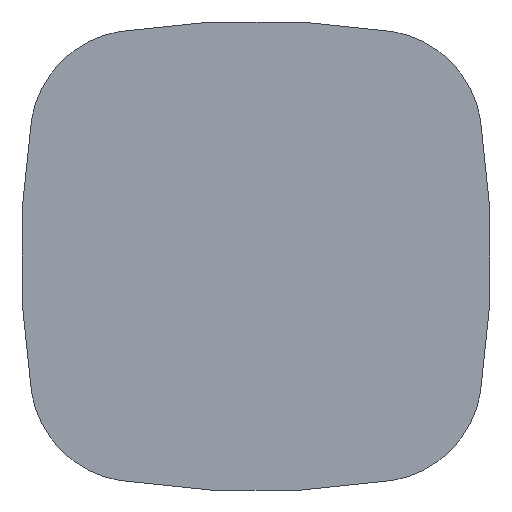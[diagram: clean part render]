
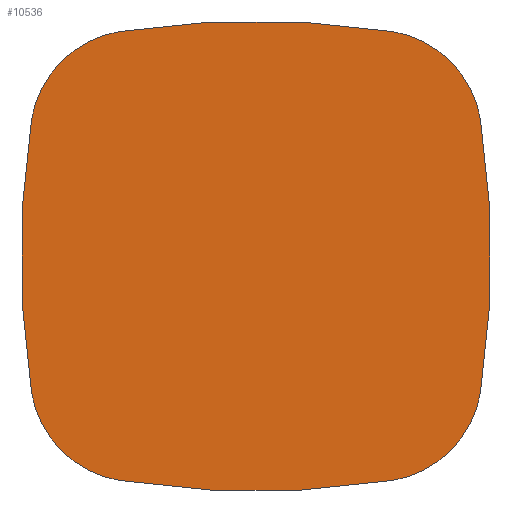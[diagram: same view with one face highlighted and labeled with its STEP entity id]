
A CAD part, front view. The second image highlights one B-rep face of the part: STEP entity #10536.
In plain terms, the highlighted planar face has unit normal (0, -1, 0).
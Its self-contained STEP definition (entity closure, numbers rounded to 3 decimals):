
#457 = AXIS2_PLACEMENT_3D ( 'NONE', #1694, #770, #2723 ) ;
#507 = ORIENTED_EDGE ( 'NONE', *, *, #8426, .F. ) ;
#770 = DIRECTION ( 'NONE',  ( 0., 1., 0. ) ) ;
#783 = CIRCLE ( 'NONE', #10970, 139. ) ;
#1036 = CARTESIAN_POINT ( 'NONE',  ( 199.016, 0., -19.016 ) ) ;
#1048 = CARTESIAN_POINT ( 'NONE',  ( 201.665, 0., 35.801 ) ) ;
#1132 = DIRECTION ( 'NONE',  ( 1., 0., 0. ) ) ;
#1218 = CIRCLE ( 'NONE', #6438, 139. ) ;
#1694 = CARTESIAN_POINT ( 'NONE',  ( 199.016, 0., 19.016 ) ) ;
#1740 = ORIENTED_EDGE ( 'NONE', *, *, #5469, .F. ) ;
#1976 = CARTESIAN_POINT ( 'NONE',  ( 180., 0., 101.5 ) ) ;
#2201 = CARTESIAN_POINT ( 'NONE',  ( 215.801, 0., -21.665 ) ) ;
#2723 = DIRECTION ( 'NONE',  ( 1., 0., 0. ) ) ;
#2888 = VERTEX_POINT ( 'NONE', #1048 ) ;
#3320 = FACE_OUTER_BOUND ( 'NONE', #6417, .T. ) ;
#3332 = DIRECTION ( 'NONE',  ( 0., 1., 0. ) ) ;
#3345 = VERTEX_POINT ( 'NONE', #5607 ) ;
#3430 = AXIS2_PLACEMENT_3D ( 'NONE', #1976, #11562, #4865 ) ;
#3832 = EDGE_CURVE ( 'NONE', #8678, #5730, #10990, .T. ) ;
#4208 = CARTESIAN_POINT ( 'NONE',  ( 158.335, 0., -35.801 ) ) ;
#4233 = CIRCLE ( 'NONE', #457, 16.993 ) ;
#4522 = AXIS2_PLACEMENT_3D ( 'NONE', #9174, #10136, #5337 ) ;
#4545 = ORIENTED_EDGE ( 'NONE', *, *, #8720, .F. ) ;
#4580 = DIRECTION ( 'NONE',  ( 0., 1., 0. ) ) ;
#4865 = DIRECTION ( 'NONE',  ( 1., 0., 0. ) ) ;
#4899 = ORIENTED_EDGE ( 'NONE', *, *, #5487, .F. ) ;
#5018 = CARTESIAN_POINT ( 'NONE',  ( 201.665, 0., -35.801 ) ) ;
#5023 = DIRECTION ( 'NONE',  ( 1., 0., 0. ) ) ;
#5042 = ORIENTED_EDGE ( 'NONE', *, *, #9131, .F. ) ;
#5200 = AXIS2_PLACEMENT_3D ( 'NONE', #12212, #4580, #8413 ) ;
#5337 = DIRECTION ( 'NONE',  ( 1., 0., 0. ) ) ;
#5469 = EDGE_CURVE ( 'NONE', #10251, #6265, #7813, .T. ) ;
#5487 = EDGE_CURVE ( 'NONE', #8250, #8678, #12159, .T. ) ;
#5607 = CARTESIAN_POINT ( 'NONE',  ( 158.335, 0., 35.801 ) ) ;
#5730 = VERTEX_POINT ( 'NONE', #4208 ) ;
#6154 = DIRECTION ( 'NONE',  ( 0., 1., 0. ) ) ;
#6183 = CARTESIAN_POINT ( 'NONE',  ( 180., 0., -101.5 ) ) ;
#6265 = VERTEX_POINT ( 'NONE', #8253 ) ;
#6417 = EDGE_LOOP ( 'NONE', ( #1740, #8367, #8609, #4899, #4545, #10637, #5042, #507 ) ) ;
#6438 = AXIS2_PLACEMENT_3D ( 'NONE', #9077, #6154, #7970 ) ;
#6911 = CARTESIAN_POINT ( 'NONE',  ( 180., 0., 0. ) ) ;
#7026 = CARTESIAN_POINT ( 'NONE',  ( 160.984, 0., -19.016 ) ) ;
#7136 = AXIS2_PLACEMENT_3D ( 'NONE', #1036, #11577, #8669 ) ;
#7399 = DIRECTION ( 'NONE',  ( 1., 0., 0. ) ) ;
#7813 = CIRCLE ( 'NONE', #5200, 139. ) ;
#7958 = DIRECTION ( 'NONE',  ( 0., 1., 0. ) ) ;
#7970 = DIRECTION ( 'NONE',  ( 1., 0., 0. ) ) ;
#7993 = AXIS2_PLACEMENT_3D ( 'NONE', #7026, #7958, #1132 ) ;
#8250 = VERTEX_POINT ( 'NONE', #2201 ) ;
#8253 = CARTESIAN_POINT ( 'NONE',  ( 144.199, 0., 21.665 ) ) ;
#8367 = ORIENTED_EDGE ( 'NONE', *, *, #9017, .F. ) ;
#8396 = AXIS2_PLACEMENT_3D ( 'NONE', #6911, #8867, #5023 ) ;
#8413 = DIRECTION ( 'NONE',  ( 1., 0., 0. ) ) ;
#8414 = CARTESIAN_POINT ( 'NONE',  ( 144.199, 0., -21.665 ) ) ;
#8426 = EDGE_CURVE ( 'NONE', #6265, #3345, #10215, .T. ) ;
#8471 = CARTESIAN_POINT ( 'NONE',  ( 215.801, 0., 21.665 ) ) ;
#8609 = ORIENTED_EDGE ( 'NONE', *, *, #3832, .F. ) ;
#8669 = DIRECTION ( 'NONE',  ( 1., 0., 0. ) ) ;
#8678 = VERTEX_POINT ( 'NONE', #5018 ) ;
#8720 = EDGE_CURVE ( 'NONE', #10659, #8250, #1218, .T. ) ;
#8867 = DIRECTION ( 'NONE',  ( 0., 1., 0. ) ) ;
#9017 = EDGE_CURVE ( 'NONE', #5730, #10251, #11004, .T. ) ;
#9077 = CARTESIAN_POINT ( 'NONE',  ( 78.5, 0., 0. ) ) ;
#9131 = EDGE_CURVE ( 'NONE', #3345, #2888, #783, .T. ) ;
#9174 = CARTESIAN_POINT ( 'NONE',  ( 160.984, 0., 19.016 ) ) ;
#10136 = DIRECTION ( 'NONE',  ( 0., 1., 0. ) ) ;
#10215 = CIRCLE ( 'NONE', #4522, 16.993 ) ;
#10251 = VERTEX_POINT ( 'NONE', #8414 ) ;
#10536 = ADVANCED_FACE ( 'NONE', ( #3320 ), #11682, .F. ) ;
#10637 = ORIENTED_EDGE ( 'NONE', *, *, #11133, .F. ) ;
#10659 = VERTEX_POINT ( 'NONE', #8471 ) ;
#10970 = AXIS2_PLACEMENT_3D ( 'NONE', #6183, #3332, #7399 ) ;
#10990 = CIRCLE ( 'NONE', #3430, 139. ) ;
#11004 = CIRCLE ( 'NONE', #7993, 16.993 ) ;
#11133 = EDGE_CURVE ( 'NONE', #2888, #10659, #4233, .T. ) ;
#11562 = DIRECTION ( 'NONE',  ( 0., 1., 0. ) ) ;
#11577 = DIRECTION ( 'NONE',  ( 0., 1., 0. ) ) ;
#11682 = PLANE ( 'NONE',  #8396 ) ;
#12159 = CIRCLE ( 'NONE', #7136, 16.993 ) ;
#12212 = CARTESIAN_POINT ( 'NONE',  ( 281.5, 0., 0. ) ) ;
